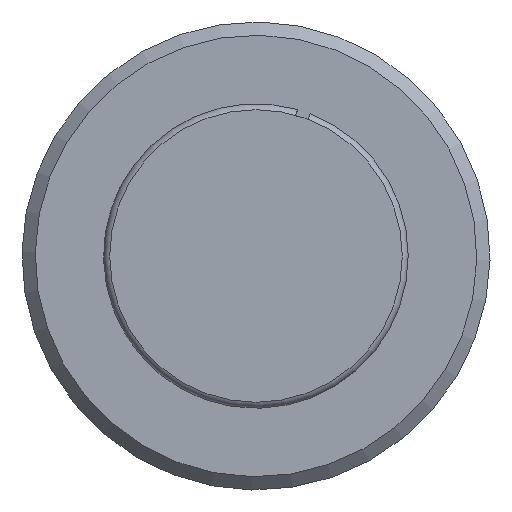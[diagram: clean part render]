
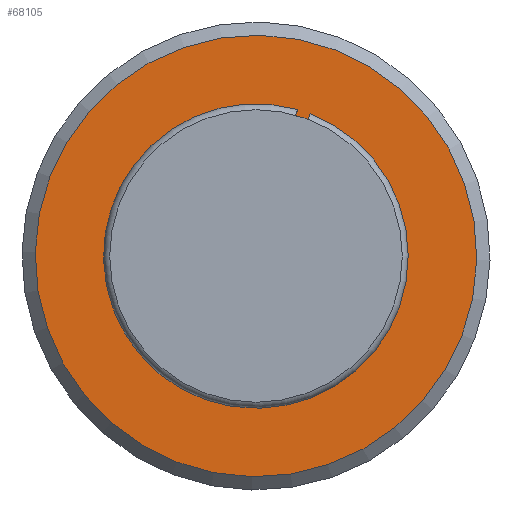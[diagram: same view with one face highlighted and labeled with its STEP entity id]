
A CAD part, left-side view. The second image highlights one B-rep face of the part: STEP entity #68105.
In plain terms, the highlighted planar face has unit normal (-1, 0, 0).
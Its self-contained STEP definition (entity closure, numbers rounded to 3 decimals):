
#1422=CARTESIAN_POINT('',(3.2,10.268,3.944));
#1423=VERTEX_POINT('',#1422);
#1424=CARTESIAN_POINT('',(3.2,0.,0.));
#1425=DIRECTION('',(1.0,0.,0.));
#1426=DIRECTION('',(0.,0.933,0.359));
#1427=AXIS2_PLACEMENT_3D('',#1424,#1425,#1426);
#1428=CIRCLE('',#1427,11.);
#1429=EDGE_CURVE('',#1423,#1423,#1428,.T.);
#68051=CARTESIAN_POINT('',(3.2,15.496,5.952));
#68052=VERTEX_POINT('',#68051);
#68053=CARTESIAN_POINT('',(3.2,0.,0.));
#68054=DIRECTION('',(1.0,0.,0.));
#68055=DIRECTION('',(0.,-0.933,-0.359));
#68056=AXIS2_PLACEMENT_3D('',#68053,#68054,#68055);
#68057=CIRCLE('',#68056,16.6);
#68058=EDGE_CURVE('',#68052,#68052,#68057,.T.);
#68094=CARTESIAN_POINT('',(3.2,13.349,5.128));
#68095=DIRECTION('',(-1.0,0.0,0.0));
#68096=DIRECTION('',(0.0,-0.359,0.933));
#68097=AXIS2_PLACEMENT_3D('',#68094,#68095,#68096);
#68098=PLANE('',#68097);
#68099=ORIENTED_EDGE('',*,*,#68058,.F.);
#68100=EDGE_LOOP('',(#68099));
#68101=FACE_OUTER_BOUND('',#68100,.T.);
#68102=ORIENTED_EDGE('',*,*,#1429,.T.);
#68103=EDGE_LOOP('',(#68102));
#68104=FACE_BOUND('',#68103,.T.);
#68105=ADVANCED_FACE('',(#68101,#68104),#68098,.T.);
